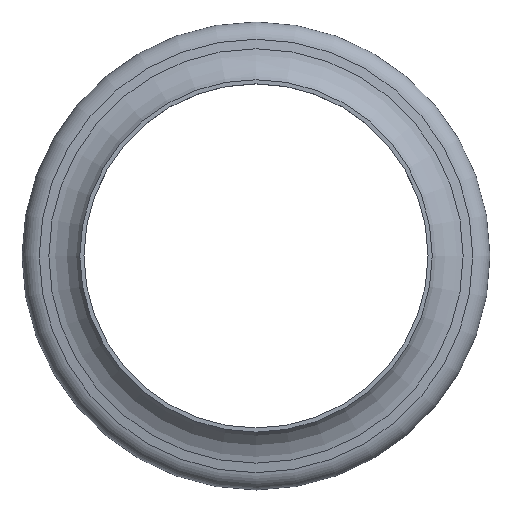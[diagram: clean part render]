
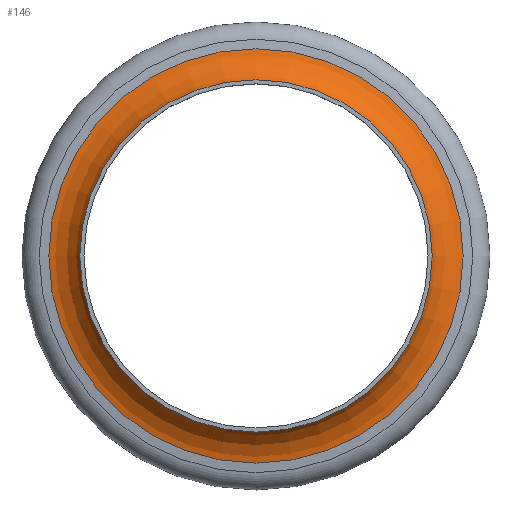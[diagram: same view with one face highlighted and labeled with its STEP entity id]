
A CAD part, top view. The second image highlights one B-rep face of the part: STEP entity #146.
In plain terms, the highlighted toroidal (fillet/blend) face has major radius 38.594 mm and minor radius 7.5 mm.
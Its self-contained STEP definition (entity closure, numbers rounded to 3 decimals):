
#16=TOROIDAL_SURFACE('',#174,38.594,7.5);
#28=FACE_OUTER_BOUND('',#39,.T.);
#39=EDGE_LOOP('',(#112,#113,#114,#115,#116));
#60=CIRCLE('',#175,37.624);
#61=CIRCLE('',#176,37.624);
#62=CIRCLE('',#177,7.5);
#63=CIRCLE('',#178,32.);
#75=VERTEX_POINT('',#263);
#76=VERTEX_POINT('',#264);
#77=VERTEX_POINT('',#267);
#89=EDGE_CURVE('',#75,#76,#60,.T.);
#90=EDGE_CURVE('',#76,#75,#61,.T.);
#91=EDGE_CURVE('',#75,#77,#62,.T.);
#92=EDGE_CURVE('',#77,#77,#63,.F.);
#112=ORIENTED_EDGE('',*,*,#89,.T.);
#113=ORIENTED_EDGE('',*,*,#90,.T.);
#114=ORIENTED_EDGE('',*,*,#91,.T.);
#115=ORIENTED_EDGE('',*,*,#92,.F.);
#116=ORIENTED_EDGE('',*,*,#91,.F.);
#146=ADVANCED_FACE('',(#28),#16,.F.);
#174=AXIS2_PLACEMENT_3D('',#262,#210,#211);
#175=AXIS2_PLACEMENT_3D('',#265,#212,#213);
#176=AXIS2_PLACEMENT_3D('',#266,#214,#215);
#177=AXIS2_PLACEMENT_3D('',#268,#216,#217);
#178=AXIS2_PLACEMENT_3D('',#269,#218,#219);
#210=DIRECTION('center_axis',(0.,0.,
1.));
#211=DIRECTION('ref_axis',(0.,-1.,0.));
#212=DIRECTION('center_axis',(0.,0.,
1.));
#213=DIRECTION('ref_axis',(0.,-1.,0.));
#214=DIRECTION('center_axis',(0.,0.,
1.));
#215=DIRECTION('ref_axis',(0.,-1.,0.));
#216=DIRECTION('center_axis',(-1.,0.,0.));
#217=DIRECTION('ref_axis',(0.,1.,0.));
#218=DIRECTION('center_axis',(0.,0.,-1.));
#219=DIRECTION('ref_axis',(0.,1.,0.));
#262=CARTESIAN_POINT('Origin',(0.,0.,14.073));
#263=CARTESIAN_POINT('',(0.,37.624,6.636));
#264=CARTESIAN_POINT('',(-37.624,0.,6.636));
#265=CARTESIAN_POINT('Origin',(0.,0.,
6.636));
#266=CARTESIAN_POINT('Origin',(0.,0.,
6.636));
#267=CARTESIAN_POINT('',(0.,32.,10.5));
#268=CARTESIAN_POINT('Origin',(0.,38.594,14.073));
#269=CARTESIAN_POINT('Origin',(0.,0.,10.5));
